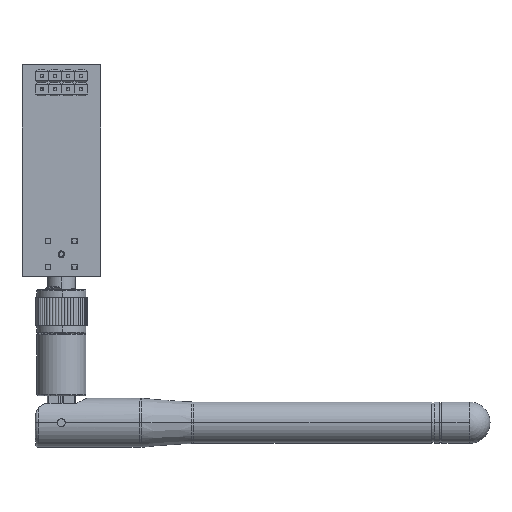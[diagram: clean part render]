
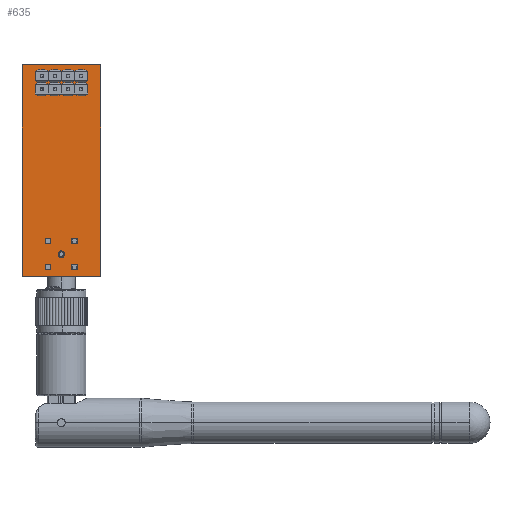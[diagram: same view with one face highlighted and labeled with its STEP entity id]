
A CAD part, front view. The second image highlights one B-rep face of the part: STEP entity #635.
In plain terms, the highlighted planar face has unit normal (0, -1, 0).
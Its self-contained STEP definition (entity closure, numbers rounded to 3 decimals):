
#88 = VERTEX_POINT('',#89);
#89 = CARTESIAN_POINT('',(-3.81,0.,16.22));
#107 = VERTEX_POINT('',#108);
#108 = CARTESIAN_POINT('',(-3.81,0.,15.3));
#114 = EDGE_CURVE('',#88,#107,#115,.T.);
#115 = CIRCLE('',#116,0.46);
#116 = AXIS2_PLACEMENT_3D('',#117,#118,#119);
#117 = CARTESIAN_POINT('',(-3.81,0.,15.76));
#118 = DIRECTION('',(0.,-1.,0.));
#119 = DIRECTION('',(0.,0.,1.));
#130 = VERTEX_POINT('',#131);
#131 = CARTESIAN_POINT('',(-1.27,0.,16.22));
#149 = VERTEX_POINT('',#150);
#150 = CARTESIAN_POINT('',(-1.27,0.,15.3));
#156 = EDGE_CURVE('',#130,#149,#157,.T.);
#157 = CIRCLE('',#158,0.46);
#158 = AXIS2_PLACEMENT_3D('',#159,#160,#161);
#159 = CARTESIAN_POINT('',(-1.27,0.,15.76));
#160 = DIRECTION('',(0.,-1.,0.));
#161 = DIRECTION('',(0.,0.,1.));
#172 = VERTEX_POINT('',#173);
#173 = CARTESIAN_POINT('',(1.27,0.,16.22));
#191 = VERTEX_POINT('',#192);
#192 = CARTESIAN_POINT('',(1.27,0.,15.3));
#198 = EDGE_CURVE('',#172,#191,#199,.T.);
#199 = CIRCLE('',#200,0.46);
#200 = AXIS2_PLACEMENT_3D('',#201,#202,#203);
#201 = CARTESIAN_POINT('',(1.27,0.,15.76));
#202 = DIRECTION('',(0.,-1.,0.));
#203 = DIRECTION('',(0.,0.,1.));
#214 = VERTEX_POINT('',#215);
#215 = CARTESIAN_POINT('',(3.81,0.,16.22));
#233 = VERTEX_POINT('',#234);
#234 = CARTESIAN_POINT('',(3.81,0.,15.3));
#240 = EDGE_CURVE('',#214,#233,#241,.T.);
#241 = CIRCLE('',#242,0.46);
#242 = AXIS2_PLACEMENT_3D('',#243,#244,#245);
#243 = CARTESIAN_POINT('',(3.81,0.,15.76));
#244 = DIRECTION('',(0.,-1.,0.));
#245 = DIRECTION('',(0.,0.,1.));
#256 = VERTEX_POINT('',#257);
#257 = CARTESIAN_POINT('',(-1.27,0.,18.76));
#275 = VERTEX_POINT('',#276);
#276 = CARTESIAN_POINT('',(-1.27,0.,17.84));
#282 = EDGE_CURVE('',#256,#275,#283,.T.);
#283 = CIRCLE('',#284,0.46);
#284 = AXIS2_PLACEMENT_3D('',#285,#286,#287);
#285 = CARTESIAN_POINT('',(-1.27,0.,18.3));
#286 = DIRECTION('',(0.,-1.,0.));
#287 = DIRECTION('',(0.,0.,1.));
#298 = VERTEX_POINT('',#299);
#299 = CARTESIAN_POINT('',(1.27,0.,18.76));
#317 = VERTEX_POINT('',#318);
#318 = CARTESIAN_POINT('',(1.27,0.,17.84));
#324 = EDGE_CURVE('',#298,#317,#325,.T.);
#325 = CIRCLE('',#326,0.46);
#326 = AXIS2_PLACEMENT_3D('',#327,#328,#329);
#327 = CARTESIAN_POINT('',(1.27,0.,18.3));
#328 = DIRECTION('',(0.,-1.,0.));
#329 = DIRECTION('',(0.,0.,1.));
#340 = VERTEX_POINT('',#341);
#341 = CARTESIAN_POINT('',(3.81,0.,18.76));
#359 = VERTEX_POINT('',#360);
#360 = CARTESIAN_POINT('',(3.81,0.,17.84));
#366 = EDGE_CURVE('',#340,#359,#367,.T.);
#367 = CIRCLE('',#368,0.46);
#368 = AXIS2_PLACEMENT_3D('',#369,#370,#371);
#369 = CARTESIAN_POINT('',(3.81,0.,18.3));
#370 = DIRECTION('',(0.,-1.,0.));
#371 = DIRECTION('',(0.,0.,1.));
#382 = VERTEX_POINT('',#383);
#383 = CARTESIAN_POINT('',(-3.81,0.,18.76));
#401 = VERTEX_POINT('',#402);
#402 = CARTESIAN_POINT('',(-3.81,0.,17.84));
#408 = EDGE_CURVE('',#382,#401,#409,.T.);
#409 = CIRCLE('',#410,0.46);
#410 = AXIS2_PLACEMENT_3D('',#411,#412,#413);
#411 = CARTESIAN_POINT('',(-3.81,0.,18.3));
#412 = DIRECTION('',(0.,-1.,0.));
#413 = DIRECTION('',(0.,0.,1.));
#423 = EDGE_CURVE('',#424,#426,#428,.T.);
#424 = VERTEX_POINT('',#425);
#425 = CARTESIAN_POINT('',(-7.625,0.,-20.5));
#426 = VERTEX_POINT('',#427);
#427 = CARTESIAN_POINT('',(-7.625,0.,20.5));
#428 = LINE('',#429,#430);
#429 = CARTESIAN_POINT('',(-7.625,0.,20.5));
#430 = VECTOR('',#431,1.);
#431 = DIRECTION('',(-0.,-0.,1.));
#463 = EDGE_CURVE('',#426,#464,#466,.T.);
#464 = VERTEX_POINT('',#465);
#465 = CARTESIAN_POINT('',(7.625,0.,20.5));
#466 = LINE('',#467,#468);
#467 = CARTESIAN_POINT('',(7.625,0.,20.5));
#468 = VECTOR('',#469,1.);
#469 = DIRECTION('',(1.,-0.,-0.));
#494 = EDGE_CURVE('',#464,#495,#497,.T.);
#495 = VERTEX_POINT('',#496);
#496 = CARTESIAN_POINT('',(7.625,0.,-20.5));
#497 = LINE('',#498,#499);
#498 = CARTESIAN_POINT('',(7.625,0.,20.5));
#499 = VECTOR('',#500,1.);
#500 = DIRECTION('',(0.,0.,-1.));
#525 = EDGE_CURVE('',#495,#424,#526,.T.);
#526 = LINE('',#527,#528);
#527 = CARTESIAN_POINT('',(7.625,0.,-20.5));
#528 = VECTOR('',#529,1.);
#529 = DIRECTION('',(-1.,0.,0.));
#635 = ADVANCED_FACE('',(#636,#646,#656,#666,#676,#686,#696,#706,#716),
  #722,.F.);
#636 = FACE_BOUND('',#637,.T.);
#637 = EDGE_LOOP('',(#638,#639));
#638 = ORIENTED_EDGE('',*,*,#114,.F.);
#639 = ORIENTED_EDGE('',*,*,#640,.F.);
#640 = EDGE_CURVE('',#107,#88,#641,.T.);
#641 = CIRCLE('',#642,0.46);
#642 = AXIS2_PLACEMENT_3D('',#643,#644,#645);
#643 = CARTESIAN_POINT('',(-3.81,0.,15.76));
#644 = DIRECTION('',(0.,-1.,0.));
#645 = DIRECTION('',(0.,0.,1.));
#646 = FACE_BOUND('',#647,.T.);
#647 = EDGE_LOOP('',(#648,#649));
#648 = ORIENTED_EDGE('',*,*,#156,.F.);
#649 = ORIENTED_EDGE('',*,*,#650,.F.);
#650 = EDGE_CURVE('',#149,#130,#651,.T.);
#651 = CIRCLE('',#652,0.46);
#652 = AXIS2_PLACEMENT_3D('',#653,#654,#655);
#653 = CARTESIAN_POINT('',(-1.27,0.,15.76));
#654 = DIRECTION('',(0.,-1.,0.));
#655 = DIRECTION('',(0.,0.,1.));
#656 = FACE_BOUND('',#657,.T.);
#657 = EDGE_LOOP('',(#658,#659));
#658 = ORIENTED_EDGE('',*,*,#198,.F.);
#659 = ORIENTED_EDGE('',*,*,#660,.F.);
#660 = EDGE_CURVE('',#191,#172,#661,.T.);
#661 = CIRCLE('',#662,0.46);
#662 = AXIS2_PLACEMENT_3D('',#663,#664,#665);
#663 = CARTESIAN_POINT('',(1.27,0.,15.76));
#664 = DIRECTION('',(0.,-1.,0.));
#665 = DIRECTION('',(0.,0.,1.));
#666 = FACE_BOUND('',#667,.T.);
#667 = EDGE_LOOP('',(#668,#669));
#668 = ORIENTED_EDGE('',*,*,#240,.F.);
#669 = ORIENTED_EDGE('',*,*,#670,.F.);
#670 = EDGE_CURVE('',#233,#214,#671,.T.);
#671 = CIRCLE('',#672,0.46);
#672 = AXIS2_PLACEMENT_3D('',#673,#674,#675);
#673 = CARTESIAN_POINT('',(3.81,0.,15.76));
#674 = DIRECTION('',(0.,-1.,0.));
#675 = DIRECTION('',(0.,0.,1.));
#676 = FACE_BOUND('',#677,.T.);
#677 = EDGE_LOOP('',(#678,#679));
#678 = ORIENTED_EDGE('',*,*,#282,.F.);
#679 = ORIENTED_EDGE('',*,*,#680,.F.);
#680 = EDGE_CURVE('',#275,#256,#681,.T.);
#681 = CIRCLE('',#682,0.46);
#682 = AXIS2_PLACEMENT_3D('',#683,#684,#685);
#683 = CARTESIAN_POINT('',(-1.27,0.,18.3));
#684 = DIRECTION('',(0.,-1.,0.));
#685 = DIRECTION('',(0.,0.,1.));
#686 = FACE_BOUND('',#687,.T.);
#687 = EDGE_LOOP('',(#688,#689));
#688 = ORIENTED_EDGE('',*,*,#324,.F.);
#689 = ORIENTED_EDGE('',*,*,#690,.F.);
#690 = EDGE_CURVE('',#317,#298,#691,.T.);
#691 = CIRCLE('',#692,0.46);
#692 = AXIS2_PLACEMENT_3D('',#693,#694,#695);
#693 = CARTESIAN_POINT('',(1.27,0.,18.3));
#694 = DIRECTION('',(0.,-1.,0.));
#695 = DIRECTION('',(0.,0.,1.));
#696 = FACE_BOUND('',#697,.T.);
#697 = EDGE_LOOP('',(#698,#699));
#698 = ORIENTED_EDGE('',*,*,#366,.F.);
#699 = ORIENTED_EDGE('',*,*,#700,.F.);
#700 = EDGE_CURVE('',#359,#340,#701,.T.);
#701 = CIRCLE('',#702,0.46);
#702 = AXIS2_PLACEMENT_3D('',#703,#704,#705);
#703 = CARTESIAN_POINT('',(3.81,0.,18.3));
#704 = DIRECTION('',(0.,-1.,0.));
#705 = DIRECTION('',(0.,0.,1.));
#706 = FACE_BOUND('',#707,.T.);
#707 = EDGE_LOOP('',(#708,#709));
#708 = ORIENTED_EDGE('',*,*,#408,.F.);
#709 = ORIENTED_EDGE('',*,*,#710,.F.);
#710 = EDGE_CURVE('',#401,#382,#711,.T.);
#711 = CIRCLE('',#712,0.46);
#712 = AXIS2_PLACEMENT_3D('',#713,#714,#715);
#713 = CARTESIAN_POINT('',(-3.81,0.,18.3));
#714 = DIRECTION('',(0.,-1.,0.));
#715 = DIRECTION('',(0.,0.,1.));
#716 = FACE_BOUND('',#717,.T.);
#717 = EDGE_LOOP('',(#718,#719,#720,#721));
#718 = ORIENTED_EDGE('',*,*,#423,.F.);
#719 = ORIENTED_EDGE('',*,*,#525,.F.);
#720 = ORIENTED_EDGE('',*,*,#494,.F.);
#721 = ORIENTED_EDGE('',*,*,#463,.F.);
#722 = PLANE('',#723);
#723 = AXIS2_PLACEMENT_3D('',#724,#725,#726);
#724 = CARTESIAN_POINT('',(0.,0.,0.));
#725 = DIRECTION('',(0.,1.,0.));
#726 = DIRECTION('',(0.,-0.,1.));
